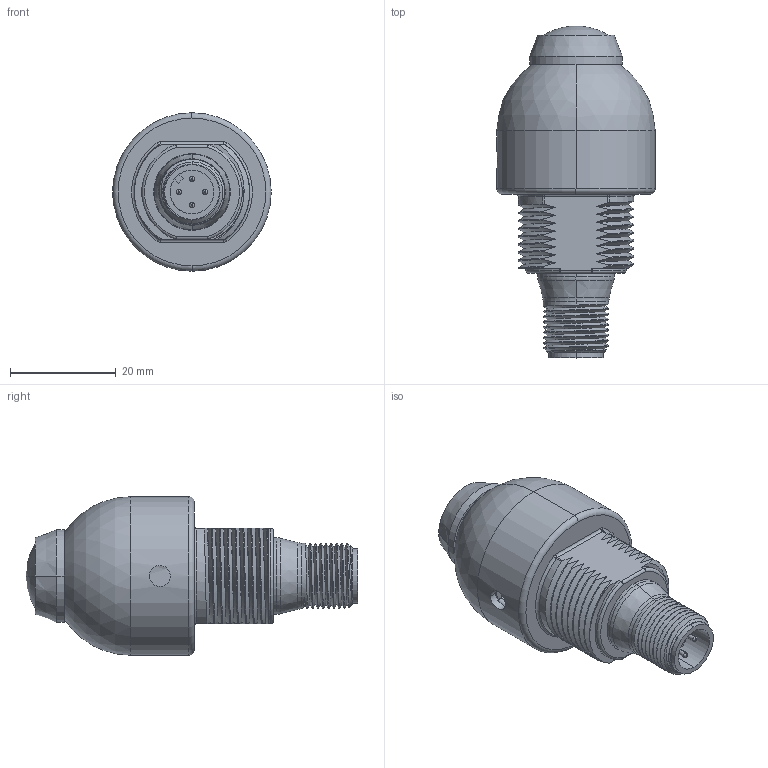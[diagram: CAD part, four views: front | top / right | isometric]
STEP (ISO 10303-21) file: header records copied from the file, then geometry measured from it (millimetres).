
FILE_DESCRIPTION((''),'2;1');
FILE_NAME('156198_SW','2011-01-13T',('banengservice'),('BANNER ENGINEERING'),'PRO/ENGINEER BY PARAMETRIC TECHNOLOGY CORPORATION, 2009141','PRO/ENGINEER BY PARAMETRIC TECHNOLOGY CORPORATION, 2009141','');
FILE_SCHEMA(('CONFIG_CONTROL_DESIGN'));
Length unit declared in the file: inch
Products named in the file (1): 156198_SW
Bounding box: 30 x 62.84 x 30 mm (x, y, z)
Volume: 12173 mm3; surface area: 11106.2 mm2
Topology: 1 solids, 2 shells, 466 faces, 1225 edges, 778 vertices
Faces by surface type: cylinder 166, plane 127, bspline 104, cone 26, torus 26, sphere 17
Entity records: 25918 total; most frequent: CARTESIAN_POINT 15211, ORIENTED_EDGE 2446, DIRECTION 1927, EDGE_CURVE 1223, VERTEX_POINT 778, AXIS2_PLACEMENT_3D 774, EDGE_LOOP 503, FACE_OUTER_BOUND 466
